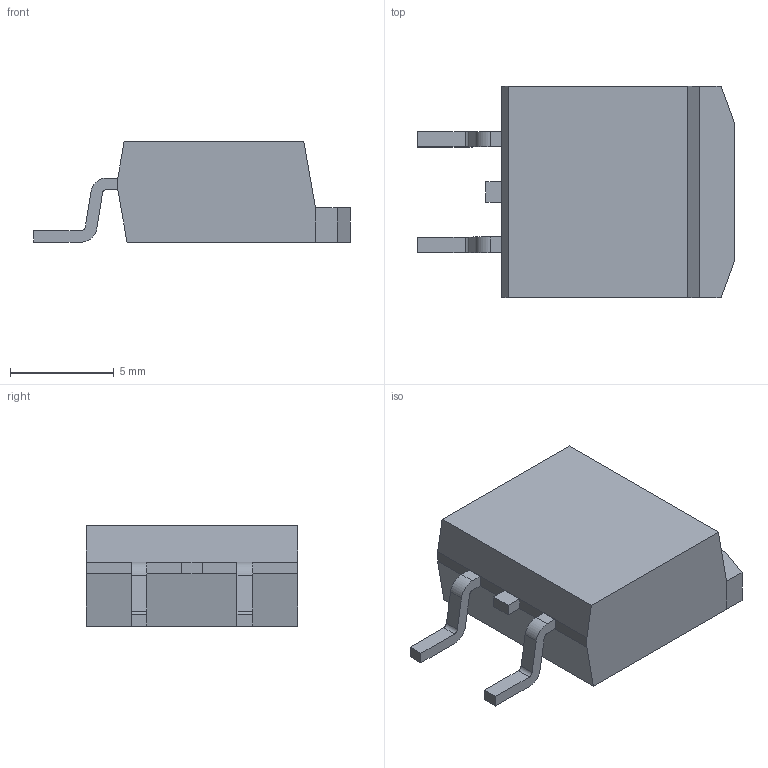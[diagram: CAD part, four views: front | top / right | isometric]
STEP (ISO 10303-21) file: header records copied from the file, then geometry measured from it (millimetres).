
FILE_DESCRIPTION((''),'2;1');
FILE_NAME('TO254P1524X483-3N-R800X1067.stp','2013-03-19T11:10:11',(''),(''),'Mechanical Desktop 2011','Mechanical Desktop 2011',', , ');
FILE_SCHEMA(('AUTOMOTIVE_DESIGN { 1 2 10303 214 1 1 1 1 }'));
Length unit declared in the file: millimetre
Products named in the file (1): Product
Bounding box: 15.24 x 10.16 x 4.83 mm (x, y, z)
Volume: 481.1 mm3; surface area: 634.6 mm2
Topology: 6 solids, 6 shells, 62 faces, 148 edges, 98 vertices
Faces by surface type: plane 53, cylinder 8, bspline 1
Entity records: 1826 total; most frequent: CARTESIAN_POINT 312, ORIENTED_EDGE 296, DIRECTION 288, EDGE_CURVE 148, VECTOR 132, LINE 132, VERTEX_POINT 98, AXIS2_PLACEMENT_3D 78
